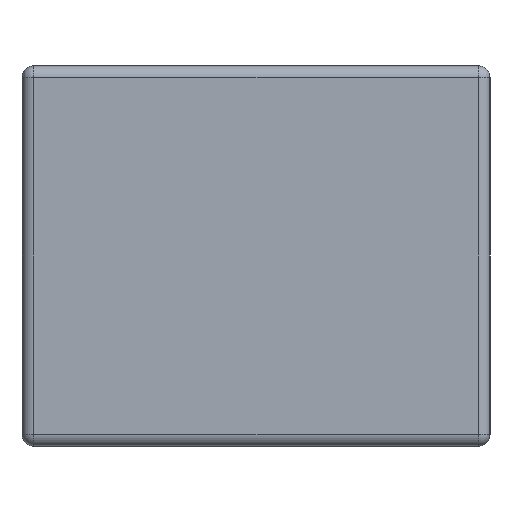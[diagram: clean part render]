
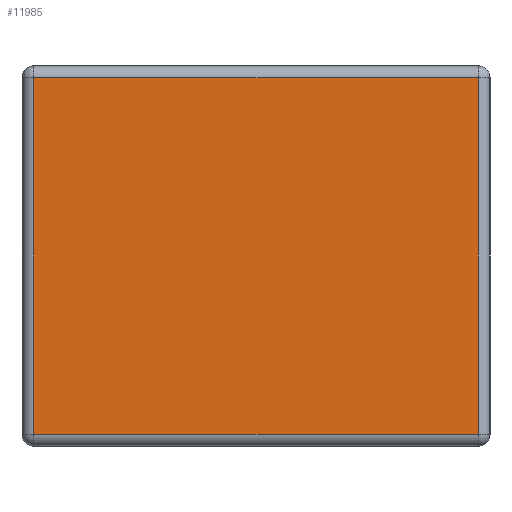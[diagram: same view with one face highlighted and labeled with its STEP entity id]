
A CAD part, left-side view. The second image highlights one B-rep face of the part: STEP entity #11985.
In plain terms, the highlighted planar face has unit normal (-1, 0, 0).
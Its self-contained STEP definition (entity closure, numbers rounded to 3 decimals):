
#101 = DIRECTION ( 'NONE',  ( 0., 0., 1. ) ) ;
#230 = LINE ( 'NONE', #4618, #1175 ) ;
#310 = CARTESIAN_POINT ( 'NONE',  ( -1.6, 0.76, 0.61 ) ) ;
#859 = AXIS2_PLACEMENT_3D ( 'NONE', #11608, #12834, #4183 ) ;
#1114 = LINE ( 'NONE', #2227, #9893 ) ;
#1175 = VECTOR ( 'NONE', #5563, 1000. ) ;
#2227 = CARTESIAN_POINT ( 'NONE',  ( -1.6, -0.76, 0.65 ) ) ;
#2784 = LINE ( 'NONE', #12364, #11904 ) ;
#3697 = VECTOR ( 'NONE', #5867, 1000. ) ;
#4183 = DIRECTION ( 'NONE',  ( 0., 0., -1. ) ) ;
#4491 = ORIENTED_EDGE ( 'NONE', *, *, #10010, .T. ) ;
#4618 = CARTESIAN_POINT ( 'NONE',  ( -1.6, 0.8, 0.61 ) ) ;
#4652 = VERTEX_POINT ( 'NONE', #310 ) ;
#4778 = PLANE ( 'NONE',  #859 ) ;
#4861 = LINE ( 'NONE', #12640, #3697 ) ;
#5437 = CARTESIAN_POINT ( 'NONE',  ( -1.6, -0.76, -0.61 ) ) ;
#5539 = ORIENTED_EDGE ( 'NONE', *, *, #10279, .T. ) ;
#5563 = DIRECTION ( 'NONE',  ( 0., 1., 0. ) ) ;
#5841 = FACE_OUTER_BOUND ( 'NONE', #8616, .T. ) ;
#5867 = DIRECTION ( 'NONE',  ( 0., 0., -1. ) ) ;
#6307 = VERTEX_POINT ( 'NONE', #13998 ) ;
#7649 = EDGE_CURVE ( 'NONE', #6307, #12869, #2784, .T. ) ;
#8464 = VERTEX_POINT ( 'NONE', #9250 ) ;
#8616 = EDGE_LOOP ( 'NONE', ( #5539, #4491, #10746, #9454 ) ) ;
#9250 = CARTESIAN_POINT ( 'NONE',  ( -1.6, -0.76, 0.61 ) ) ;
#9454 = ORIENTED_EDGE ( 'NONE', *, *, #10634, .T. ) ;
#9893 = VECTOR ( 'NONE', #101, 1000. ) ;
#10010 = EDGE_CURVE ( 'NONE', #4652, #6307, #4861, .T. ) ;
#10279 = EDGE_CURVE ( 'NONE', #8464, #4652, #230, .T. ) ;
#10634 = EDGE_CURVE ( 'NONE', #12869, #8464, #1114, .T. ) ;
#10746 = ORIENTED_EDGE ( 'NONE', *, *, #7649, .T. ) ;
#11439 = DIRECTION ( 'NONE',  ( 0., -1., 0. ) ) ;
#11608 = CARTESIAN_POINT ( 'NONE',  ( -1.6, 0., 0. ) ) ;
#11904 = VECTOR ( 'NONE', #11439, 1000. ) ;
#11985 = ADVANCED_FACE ( 'NONE', ( #5841 ), #4778, .T. ) ;
#12364 = CARTESIAN_POINT ( 'NONE',  ( -1.6, -0.8, -0.61 ) ) ;
#12640 = CARTESIAN_POINT ( 'NONE',  ( -1.6, 0.76, -0.65 ) ) ;
#12834 = DIRECTION ( 'NONE',  ( -1., 0., 0. ) ) ;
#12869 = VERTEX_POINT ( 'NONE', #5437 ) ;
#13998 = CARTESIAN_POINT ( 'NONE',  ( -1.6, 0.76, -0.61 ) ) ;
